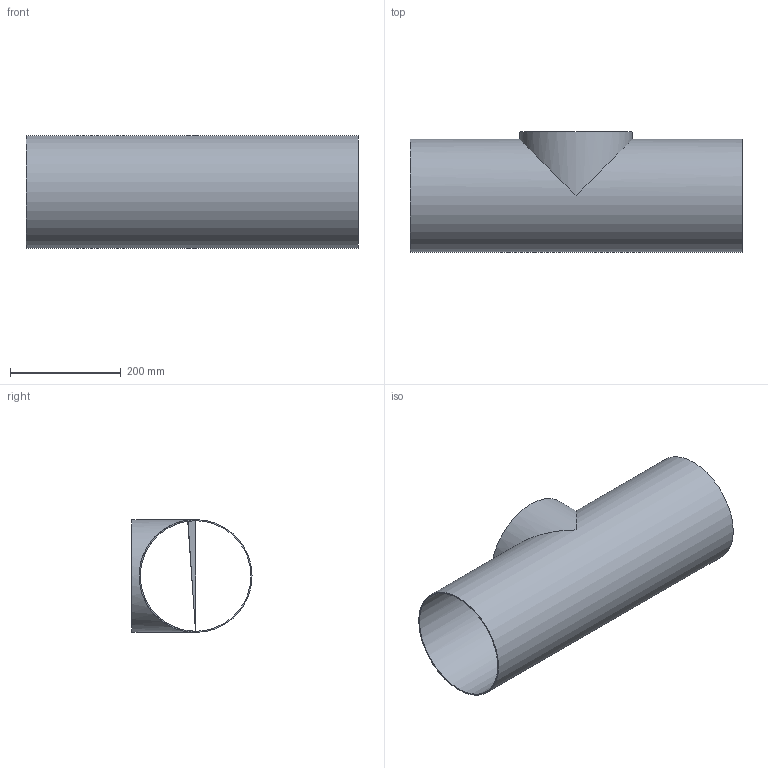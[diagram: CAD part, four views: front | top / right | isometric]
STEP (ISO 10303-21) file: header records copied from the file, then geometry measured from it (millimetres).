
FILE_DESCRIPTION(/* description */ ('STEP AP203'),/* implementation_level */ '2;1');
FILE_NAME(/* name */ '9615227534',/* time_stamp */ '2024-03-07T10:15:48+01:00',/* author */ ('License CC BY-ND 4.0'),/* organization */ ('CADENAS'),/* preprocessor_version */ 'ST-DEVELOPER v19.3',/* originating_system */ 'PARTsolutions',/* authorisation */ ' ');
FILE_SCHEMA (('CONFIG_CONTROL_DESIGN'));
Length unit declared in the file: millimetre
Products named in the file (1): 9615227534
Bounding box: 600 x 217 x 204 mm (x, y, z)
Volume: 744259.2 mm3; surface area: 748056.2 mm2
Topology: 1 solids, 1 shells, 7 faces, 16 edges, 10 vertices
Faces by surface type: cylinder 4, plane 3
Full cylindrical faces by diameter (mm): 200 x2, 204 x2
Entity records: 212 total; most frequent: DIRECTION 36, CARTESIAN_POINT 28, ORIENTED_EDGE 20, AXIS2_PLACEMENT_3D 18, EDGE_LOOP 16, FACE_BOUND 16, EDGE_CURVE 10, VERTEX_POINT 10
